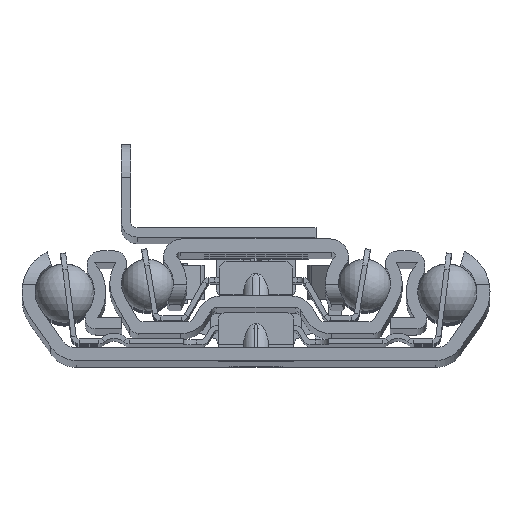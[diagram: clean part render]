
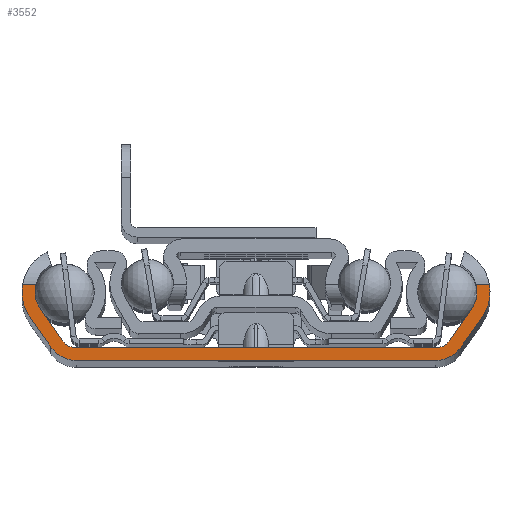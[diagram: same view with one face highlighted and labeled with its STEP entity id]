
A CAD part, top view. The second image highlights one B-rep face of the part: STEP entity #3552.
In plain terms, the highlighted planar face has unit normal (0, 0, 1).
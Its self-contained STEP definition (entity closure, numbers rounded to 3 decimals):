
#36=DIRECTION('',(-1.,0.,0.));
#37=VECTOR('',#36,2.014);
#38=CARTESIAN_POINT('',(-33.346,11.5,0.));
#39=LINE('',#38,#37);
#40=CARTESIAN_POINT('',(-28.725,10.4,0.));
#41=DIRECTION('',(0.,0.,-1.));
#42=DIRECTION('',(-0.819,-0.574,0.));
#43=AXIS2_PLACEMENT_3D('',#40,#41,#42);
#45=DIRECTION('',(-0.574,0.819,0.));
#46=VECTOR('',#45,5.757);
#47=CARTESIAN_POINT('',(-29.314,2.959,0.));
#48=LINE('',#47,#46);
#49=CARTESIAN_POINT('',(-27.471,4.25,0.));
#50=DIRECTION('',(0.,0.,-1.));
#51=DIRECTION('',(0.,-1.,0.));
#52=AXIS2_PLACEMENT_3D('',#49,#50,#51);
#54=DIRECTION('',(-1.,0.,0.));
#55=VECTOR('',#54,54.941);
#56=CARTESIAN_POINT('',(27.471,2.,0.));
#57=LINE('',#56,#55);
#58=CARTESIAN_POINT('',(27.471,4.25,0.));
#59=DIRECTION('',(0.,0.,-1.));
#60=DIRECTION('',(0.819,-0.574,0.));
#61=AXIS2_PLACEMENT_3D('',#58,#59,#60);
#63=DIRECTION('',(-0.574,-0.819,0.));
#64=VECTOR('',#63,5.757);
#65=CARTESIAN_POINT('',(32.616,7.676,0.));
#66=LINE('',#65,#64);
#67=CARTESIAN_POINT('',(28.725,10.4,0.));
#68=DIRECTION('',(0.,0.,-1.));
#69=DIRECTION('',(0.973,0.232,0.));
#70=AXIS2_PLACEMENT_3D('',#67,#68,#69);
#72=DIRECTION('',(-1.,0.,0.));
#73=VECTOR('',#72,2.014);
#74=CARTESIAN_POINT('',(35.359,11.5,0.));
#75=LINE('',#74,#73);
#76=CARTESIAN_POINT('',(28.725,10.4,0.));
#77=DIRECTION('',(0.,0.,1.));
#78=DIRECTION('',(0.819,-0.574,0.));
#79=AXIS2_PLACEMENT_3D('',#76,#77,#78);
#81=DIRECTION('',(0.574,0.819,0.));
#82=VECTOR('',#81,5.514);
#83=CARTESIAN_POINT('',(31.071,2.026,0.));
#84=LINE('',#83,#82);
#85=CARTESIAN_POINT('',(27.18,4.75,0.));
#86=DIRECTION('',(0.,0.,1.));
#87=DIRECTION('',(0.,-1.,0.));
#88=AXIS2_PLACEMENT_3D('',#85,#86,#87);
#90=DIRECTION('',(1.,0.,0.));
#91=VECTOR('',#90,54.36);
#92=CARTESIAN_POINT('',(-27.18,0.,0.));
#93=LINE('',#92,#91);
#94=CARTESIAN_POINT('',(-27.18,4.75,0.));
#95=DIRECTION('',(0.,0.,1.));
#96=DIRECTION('',(-0.819,-0.574,0.));
#97=AXIS2_PLACEMENT_3D('',#94,#95,#96);
#99=DIRECTION('',(0.574,-0.819,0.));
#100=VECTOR('',#99,5.514);
#101=CARTESIAN_POINT('',(-34.234,6.543,0.));
#102=LINE('',#101,#100);
#103=CARTESIAN_POINT('',(-28.725,10.4,0.));
#104=DIRECTION('',(0.,0.,1.));
#105=DIRECTION('',(-0.987,0.164,0.));
#106=AXIS2_PLACEMENT_3D('',#103,#104,#105);
#2909=CARTESIAN_POINT('',(-27.471,2.,0.));
#2910=CARTESIAN_POINT('',(-29.314,2.959,0.));
#2911=VERTEX_POINT('',#2909);
#2912=VERTEX_POINT('',#2910);
#2913=CARTESIAN_POINT('',(-32.616,7.676,0.));
#2914=VERTEX_POINT('',#2913);
#2915=CARTESIAN_POINT('',(-34.234,6.543,0.));
#2916=CARTESIAN_POINT('',(-31.071,2.026,0.));
#2917=VERTEX_POINT('',#2915);
#2918=VERTEX_POINT('',#2916);
#2919=CARTESIAN_POINT('',(-27.18,0.,0.));
#2920=VERTEX_POINT('',#2919);
#2921=CARTESIAN_POINT('',(27.18,0.,0.));
#2922=VERTEX_POINT('',#2921);
#2923=CARTESIAN_POINT('',(31.071,2.026,0.));
#2924=VERTEX_POINT('',#2923);
#2925=CARTESIAN_POINT('',(34.234,6.543,0.));
#2926=VERTEX_POINT('',#2925);
#2927=CARTESIAN_POINT('',(32.616,7.676,0.));
#2928=CARTESIAN_POINT('',(29.314,2.959,0.));
#2929=VERTEX_POINT('',#2927);
#2930=VERTEX_POINT('',#2928);
#2931=CARTESIAN_POINT('',(27.471,2.,0.));
#2932=VERTEX_POINT('',#2931);
#2965=CARTESIAN_POINT('',(-33.346,11.5,0.));
#2966=CARTESIAN_POINT('',(-35.359,11.5,0.));
#2967=VERTEX_POINT('',#2965);
#2968=VERTEX_POINT('',#2966);
#2969=CARTESIAN_POINT('',(35.359,11.5,0.));
#2970=CARTESIAN_POINT('',(33.346,11.5,0.));
#2971=VERTEX_POINT('',#2969);
#2972=VERTEX_POINT('',#2970);
#3513=CARTESIAN_POINT('',(0.,0.,0.));
#3514=DIRECTION('',(0.,0.,1.));
#3515=DIRECTION('',(1.,0.,0.));
#3516=AXIS2_PLACEMENT_3D('',#3513,#3514,#3515);
#3517=PLANE('',#3516);
#3519=ORIENTED_EDGE('',*,*,#3518,.F.);
#3521=ORIENTED_EDGE('',*,*,#3520,.F.);
#3523=ORIENTED_EDGE('',*,*,#3522,.F.);
#3525=ORIENTED_EDGE('',*,*,#3524,.F.);
#3527=ORIENTED_EDGE('',*,*,#3526,.F.);
#3529=ORIENTED_EDGE('',*,*,#3528,.F.);
#3531=ORIENTED_EDGE('',*,*,#3530,.F.);
#3533=ORIENTED_EDGE('',*,*,#3532,.F.);
#3535=ORIENTED_EDGE('',*,*,#3534,.F.);
#3537=ORIENTED_EDGE('',*,*,#3536,.F.);
#3539=ORIENTED_EDGE('',*,*,#3538,.F.);
#3541=ORIENTED_EDGE('',*,*,#3540,.F.);
#3543=ORIENTED_EDGE('',*,*,#3542,.F.);
#3545=ORIENTED_EDGE('',*,*,#3544,.F.);
#3547=ORIENTED_EDGE('',*,*,#3546,.F.);
#3549=ORIENTED_EDGE('',*,*,#3548,.F.);
#3550=EDGE_LOOP('',(#3519,#3521,#3523,#3525,#3527,#3529,#3531,#3533,#3535,#3537,
#3539,#3541,#3543,#3545,#3547,#3549));
#3551=FACE_OUTER_BOUND('',#3550,.F.);
#3552=ADVANCED_FACE('',(#3551),#3517,.T.);
#44=CIRCLE('',#43,4.75);
#53=CIRCLE('',#52,2.25);
#62=CIRCLE('',#61,2.25);
#71=CIRCLE('',#70,4.75);
#80=CIRCLE('',#79,6.725);
#89=CIRCLE('',#88,4.75);
#98=CIRCLE('',#97,4.75);
#107=CIRCLE('',#106,6.725);
#3518=EDGE_CURVE('',#2967,#2968,#39,.T.);
#3520=EDGE_CURVE('',#2914,#2967,#44,.T.);
#3522=EDGE_CURVE('',#2912,#2914,#48,.T.);
#3524=EDGE_CURVE('',#2911,#2912,#53,.T.);
#3526=EDGE_CURVE('',#2932,#2911,#57,.T.);
#3528=EDGE_CURVE('',#2930,#2932,#62,.T.);
#3530=EDGE_CURVE('',#2929,#2930,#66,.T.);
#3532=EDGE_CURVE('',#2972,#2929,#71,.T.);
#3534=EDGE_CURVE('',#2971,#2972,#75,.T.);
#3536=EDGE_CURVE('',#2926,#2971,#80,.T.);
#3538=EDGE_CURVE('',#2924,#2926,#84,.T.);
#3540=EDGE_CURVE('',#2922,#2924,#89,.T.);
#3542=EDGE_CURVE('',#2920,#2922,#93,.T.);
#3544=EDGE_CURVE('',#2918,#2920,#98,.T.);
#3546=EDGE_CURVE('',#2917,#2918,#102,.T.);
#3548=EDGE_CURVE('',#2968,#2917,#107,.T.);
